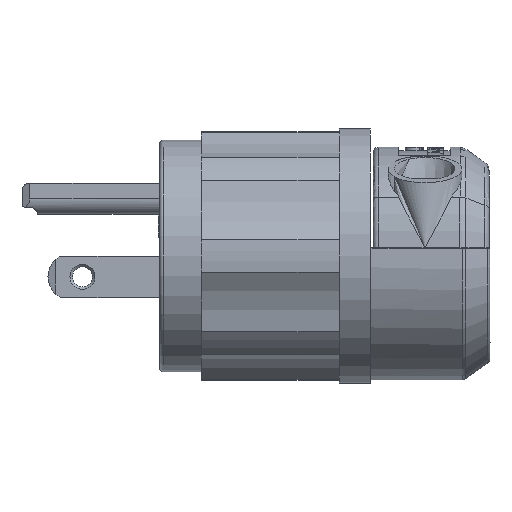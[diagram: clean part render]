
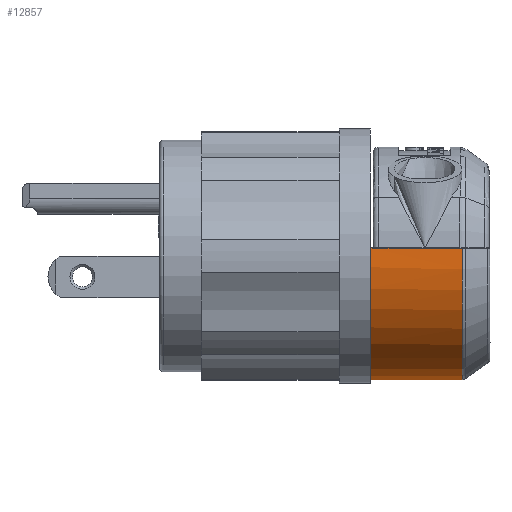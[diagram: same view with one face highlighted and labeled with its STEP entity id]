
A CAD part, front view. The second image highlights one B-rep face of the part: STEP entity #12857.
In plain terms, the highlighted cylindrical face has radius 18.936 mm (diameter 37.871 mm), a partial arc.
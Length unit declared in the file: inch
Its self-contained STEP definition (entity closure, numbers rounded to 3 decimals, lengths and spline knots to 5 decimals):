
#113 = AXIS2_PLACEMENT_3D ( 'NONE', #22005, #58329, #87067 ) ;
#4296 = ORIENTED_EDGE ( 'NONE', *, *, #42704, .T. ) ;
#4528 = CARTESIAN_POINT ( 'NONE',  ( 1.265, 0.74292, 0.062 ) ) ;
#6543 = VERTEX_POINT ( 'NONE', #4528 ) ;
#8020 = B_SPLINE_CURVE_WITH_KNOTS ( 'NONE', 3,
 ( #53731, #17452, #75446, #45753, #54192, #67916 ),
 .UNSPECIFIED., .F., .F.,
 ( 4, 2, 4 ),
 ( 0., 0.0003, 0.0006 ),
 .UNSPECIFIED. ) ;
#8197 = CARTESIAN_POINT ( 'NONE',  ( 1.54111, 0.74402, 0.047 ) ) ;
#8256 = DIRECTION ( 'NONE',  ( 0., -1., 0. ) ) ;
#8928 = AXIS2_PLACEMENT_3D ( 'NONE', #43118, #72818, #8256 ) ;
#9614 = VERTEX_POINT ( 'NONE', #58954 ) ;
#11145 = ORIENTED_EDGE ( 'NONE', *, *, #46121, .T. ) ;
#11946 = VERTEX_POINT ( 'NONE', #53300 ) ;
#12857 = ADVANCED_FACE ( 'NONE', ( #85190 ), #62605, .T. ) ;
#14818 = CARTESIAN_POINT ( 'NONE',  ( 1.27215, 0.74392, 0.04864 ) ) ;
#17452 = CARTESIAN_POINT ( 'NONE',  ( 1.265, -0.74325, 0.05805 ) ) ;
#17738 = EDGE_CURVE ( 'NONE', #84068, #32095, #46559, .T. ) ;
#19600 = EDGE_LOOP ( 'NONE', ( #69653, #11145, #86819, #55761, #4296, #64969 ) ) ;
#22005 = CARTESIAN_POINT ( 'NONE',  ( 1.265, 0., 0. ) ) ;
#24568 = LINE ( 'NONE', #8197, #82473 ) ;
#30339 = CARTESIAN_POINT ( 'NONE',  ( 1.265, 0.74325, 0.05805 ) ) ;
#31967 = EDGE_CURVE ( 'NONE', #92397, #84068, #24568, .T. ) ;
#32095 = VERTEX_POINT ( 'NONE', #89012 ) ;
#35221 = DIRECTION ( 'NONE',  ( 0., 1., 0. ) ) ;
#36464 = CARTESIAN_POINT ( 'NONE',  ( 1.28, 0.74402, 0.047 ) ) ;
#36935 = CARTESIAN_POINT ( 'NONE',  ( 1.26662, 0.74353, 0.05418 ) ) ;
#37403 = CARTESIAN_POINT ( 'NONE',  ( 1.265, 0.74292, 0.062 ) ) ;
#42704 = EDGE_CURVE ( 'NONE', #32095, #11946, #72745, .T. ) ;
#43118 = CARTESIAN_POINT ( 'NONE',  ( 1.81723, 0., 0. ) ) ;
#45753 = CARTESIAN_POINT ( 'NONE',  ( 1.27215, -0.74392, 0.04864 ) ) ;
#46121 = EDGE_CURVE ( 'NONE', #6543, #92397, #85386, .T. ) ;
#46559 = CIRCLE ( 'NONE', #8928, 0.7455 ) ;
#47751 = EDGE_CURVE ( 'NONE', #6543, #9614, #63374, .T. ) ;
#50165 = CARTESIAN_POINT ( 'NONE',  ( 1.54111, -0.74402, 0.047 ) ) ;
#53300 = CARTESIAN_POINT ( 'NONE',  ( 1.28, -0.74402, 0.047 ) ) ;
#53731 = CARTESIAN_POINT ( 'NONE',  ( 1.265, -0.74292, 0.062 ) ) ;
#54192 = CARTESIAN_POINT ( 'NONE',  ( 1.27603, -0.74402, 0.047 ) ) ;
#55761 = ORIENTED_EDGE ( 'NONE', *, *, #17738, .T. ) ;
#58329 = DIRECTION ( 'NONE',  ( -1., 0., 0. ) ) ;
#58954 = CARTESIAN_POINT ( 'NONE',  ( 1.265, -0.74292, 0.062 ) ) ;
#59111 = CARTESIAN_POINT ( 'NONE',  ( 1.27603, 0.74402, 0.047 ) ) ;
#62605 = CYLINDRICAL_SURFACE ( 'NONE', #87864, 0.7455 ) ;
#62902 = VECTOR ( 'NONE', #85505, 39.37008 ) ;
#63374 = CIRCLE ( 'NONE', #113, 0.7455 ) ;
#64929 = CARTESIAN_POINT ( 'NONE',  ( 1.81723, 0.74402, 0.047 ) ) ;
#64969 = ORIENTED_EDGE ( 'NONE', *, *, #69076, .F. ) ;
#67916 = CARTESIAN_POINT ( 'NONE',  ( 1.28, -0.74402, 0.047 ) ) ;
#69076 = EDGE_CURVE ( 'NONE', #9614, #11946, #8020, .T. ) ;
#69653 = ORIENTED_EDGE ( 'NONE', *, *, #47751, .F. ) ;
#72745 = LINE ( 'NONE', #50165, #62902 ) ;
#72818 = DIRECTION ( 'NONE',  ( -1., 0., 0. ) ) ;
#75446 = CARTESIAN_POINT ( 'NONE',  ( 1.26662, -0.74353, 0.05418 ) ) ;
#80564 = CARTESIAN_POINT ( 'NONE',  ( 1.28, 0.74402, 0.047 ) ) ;
#82473 = VECTOR ( 'NONE', #87385, 39.37008 ) ;
#84068 = VERTEX_POINT ( 'NONE', #64929 ) ;
#84275 = CARTESIAN_POINT ( 'NONE',  ( 1.265, 0., 0. ) ) ;
#85190 = FACE_OUTER_BOUND ( 'NONE', #19600, .T. ) ;
#85386 = B_SPLINE_CURVE_WITH_KNOTS ( 'NONE', 3,
 ( #37403, #30339, #36935, #14818, #59111, #36464 ),
 .UNSPECIFIED., .F., .F.,
 ( 4, 2, 4 ),
 ( 0., 0.0003, 0.0006 ),
 .UNSPECIFIED. ) ;
#85505 = DIRECTION ( 'NONE',  ( -1., 0., 0. ) ) ;
#86819 = ORIENTED_EDGE ( 'NONE', *, *, #31967, .T. ) ;
#87067 = DIRECTION ( 'NONE',  ( 0., 1., 0. ) ) ;
#87385 = DIRECTION ( 'NONE',  ( 1., 0., 0. ) ) ;
#87864 = AXIS2_PLACEMENT_3D ( 'NONE', #84275, #91845, #35221 ) ;
#89012 = CARTESIAN_POINT ( 'NONE',  ( 1.81723, -0.74402, 0.047 ) ) ;
#91845 = DIRECTION ( 'NONE',  ( 1., 0., 0. ) ) ;
#92397 = VERTEX_POINT ( 'NONE', #80564 ) ;
